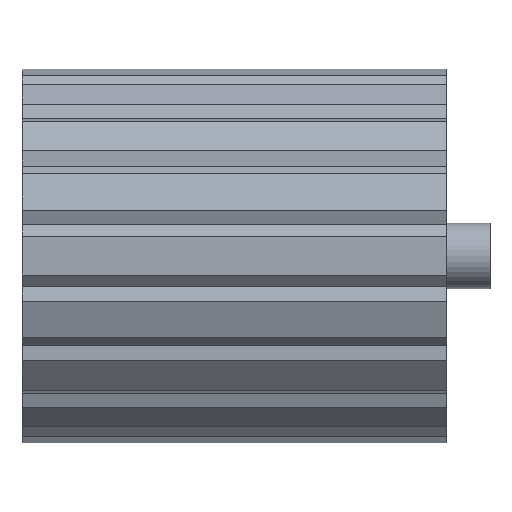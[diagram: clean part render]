
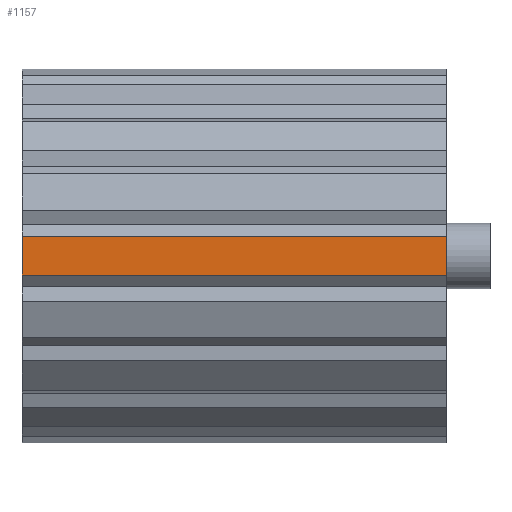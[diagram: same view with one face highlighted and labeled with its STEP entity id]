
A CAD part, top view. The second image highlights one B-rep face of the part: STEP entity #1157.
In plain terms, the highlighted planar face has unit normal (0, 0, 1).
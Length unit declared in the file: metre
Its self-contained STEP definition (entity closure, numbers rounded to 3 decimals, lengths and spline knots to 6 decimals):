
#171=ORIENTED_EDGE('',*,*,#461,.F.);
#172=ORIENTED_EDGE('',*,*,#462,.F.);
#173=ORIENTED_EDGE('',*,*,#463,.T.);
#174=ORIENTED_EDGE('',*,*,#459,.T.);
#459=EDGE_CURVE('',#586,#585,#733,.T.);
#461=EDGE_CURVE('',#587,#585,#735,.T.);
#462=EDGE_CURVE('',#588,#587,#736,.T.);
#463=EDGE_CURVE('',#588,#586,#737,.T.);
#585=VERTEX_POINT('',#1767);
#586=VERTEX_POINT('',#1769);
#587=VERTEX_POINT('',#1773);
#588=VERTEX_POINT('',#1775);
#733=LINE('',#1768,#895);
#735=LINE('',#1772,#897);
#736=LINE('',#1774,#898);
#737=LINE('',#1776,#899);
#895=VECTOR('',#1445,1.);
#897=VECTOR('',#1449,1.);
#898=VECTOR('',#1450,1.);
#899=VECTOR('',#1451,1.);
#980=EDGE_LOOP('',(#171,#172,#173,#174));
#1040=FACE_BOUND('',#980,.T.);
#1100=PLANE('',#1228);
#1157=ADVANCED_FACE('',(#1040),#1100,.T.);
#1228=AXIS2_PLACEMENT_3D('',#1771,#1447,#1448);
#1445=DIRECTION('',(1.,0.,0.));
#1447=DIRECTION('',(0.,0.,1.));
#1448=DIRECTION('',(1.,0.,0.));
#1449=DIRECTION('',(0.,-1.,0.));
#1450=DIRECTION('',(1.,0.,0.));
#1451=DIRECTION('',(0.,-1.,0.));
#1767=CARTESIAN_POINT('',(0.04495,-0.027471,0.189612));
#1768=CARTESIAN_POINT('',(0.007358,-0.027471,0.189612));
#1769=CARTESIAN_POINT('',(0.007358,-0.027471,0.189612));
#1771=CARTESIAN_POINT('',(0.007358,-0.025758,0.189612));
#1772=CARTESIAN_POINT('',(0.04495,-0.025758,0.189612));
#1773=CARTESIAN_POINT('',(0.04495,-0.024046,0.189612));
#1774=CARTESIAN_POINT('',(0.007358,-0.024046,0.189612));
#1775=CARTESIAN_POINT('',(0.007358,-0.024046,0.189612));
#1776=CARTESIAN_POINT('',(0.007358,-0.025758,0.189612));
